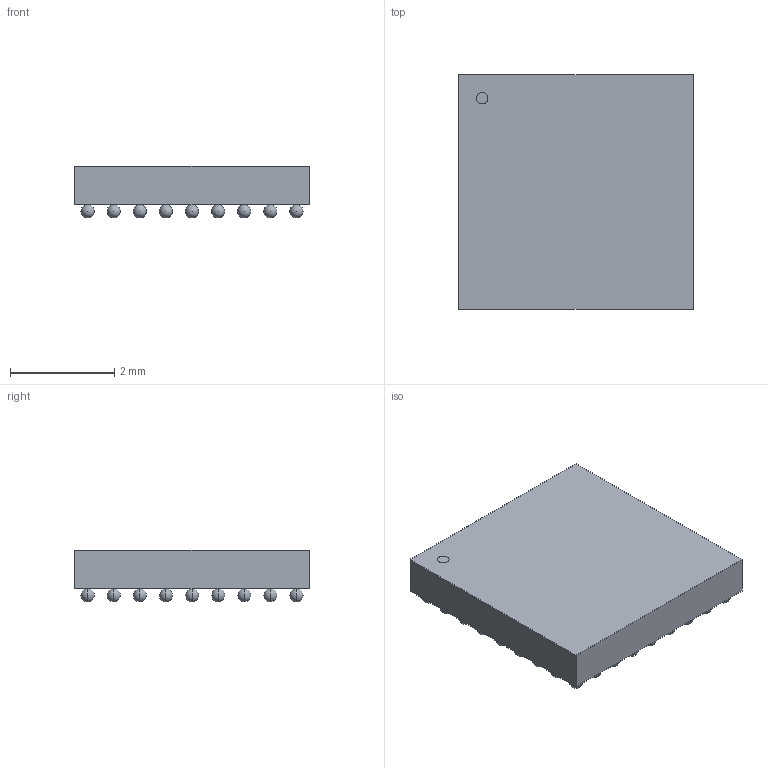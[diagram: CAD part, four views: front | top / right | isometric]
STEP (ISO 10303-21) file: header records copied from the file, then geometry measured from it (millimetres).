
FILE_DESCRIPTION (( 'STEP AP214' ), '1' );
FILE_NAME ('csfBGA81_LAT.step', '2020-11-05T03:21:22', ( '' ), ( '' ), 'SwSTEP 2.0', 'SolidWorks 2020', '' );
FILE_SCHEMA (( 'AUTOMOTIVE_DESIGN' ));
Length unit declared in the file: millimetre
Products named in the file (1): csfBGA81_LAT
Bounding box: 4.5 x 4.5 x 0.99 mm (x, y, z)
Volume: 15.6 mm3; surface area: 70.2 mm2
Topology: 83 solids, 83 shells, 172 faces, 585 edges, 417 vertices
Faces by surface type: sphere 162, plane 8, cylinder 2
Entity records: 4269 total; most frequent: DIRECTION 692, CARTESIAN_POINT 527, ORIENTED_EDGE 360, AXIS2_PLACEMENT_3D 339, EDGE_CURVE 180, VERTEX_POINT 174, ADVANCED_FACE 172, FACE_OUTER_BOUND 172
